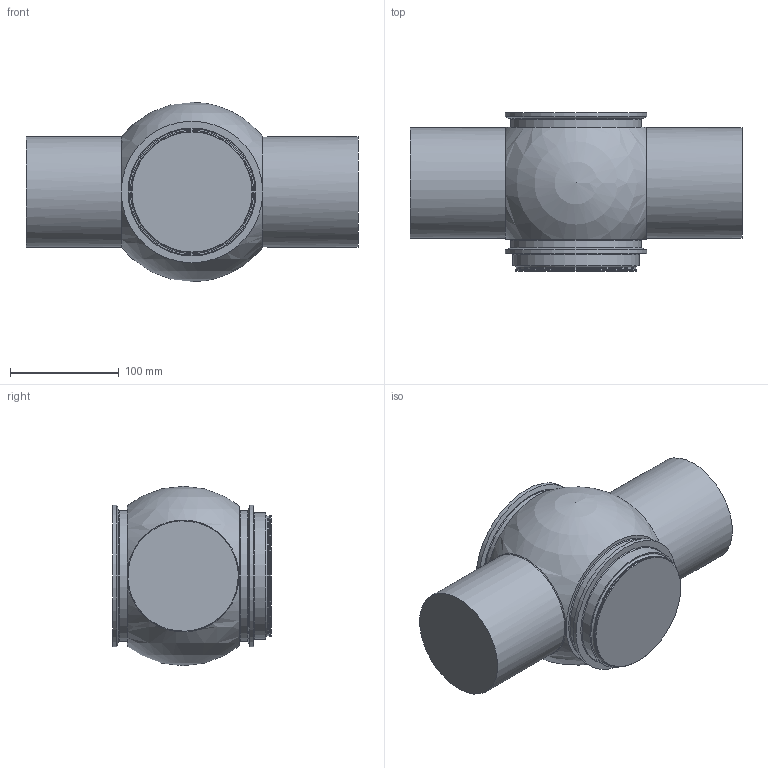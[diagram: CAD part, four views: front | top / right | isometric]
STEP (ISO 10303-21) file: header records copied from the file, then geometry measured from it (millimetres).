
FILE_DESCRIPTION(/* description */ ('STEP AP203'),/* implementation_level */ '2;1');
FILE_NAME(/* name */ '107954.STEP',/* time_stamp */ '2021-04-22T13:52:41+05:00',/* author */ ('H7M44K'),/* organization */ (''),/* preprocessor_version */ 'ST-DEVELOPER v18.1',/* originating_system */ 'Autodesk Inventor 2020',/* authorisation */ '');
FILE_SCHEMA (('AUTOMOTIVE_DESIGN { 1 0 10303 214 3 1 1 }'));
Length unit declared in the file: inch
Products named in the file (1): 107954
Bounding box: 305.56 x 145.8 x 165.1 mm (x, y, z)
Volume: 3681513.5 mm3; surface area: 155832.4 mm2
Topology: 1 solids, 1 shells, 31 faces, 88 edges, 62 vertices
Faces by surface type: cylinder 9, plane 9, torus 8, cone 3, sphere 1, bspline 1
Full cylindrical faces by diameter (mm): 101.6 x2, 109.982 x1, 111.43 x1, 116.103 x1, 120.65 x2, 130.175 x2
Entity records: 1143 total; most frequent: CARTESIAN_POINT 230, DIRECTION 213, ORIENTED_EDGE 172, AXIS2_PLACEMENT_3D 99, EDGE_CURVE 86, CIRCLE 68, VERTEX_POINT 62, EDGE_LOOP 36
